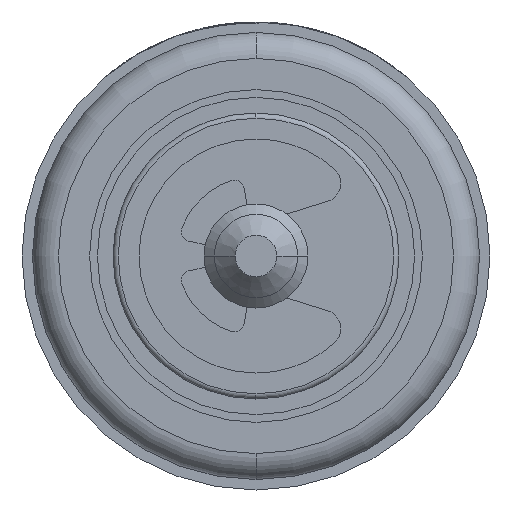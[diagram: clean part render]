
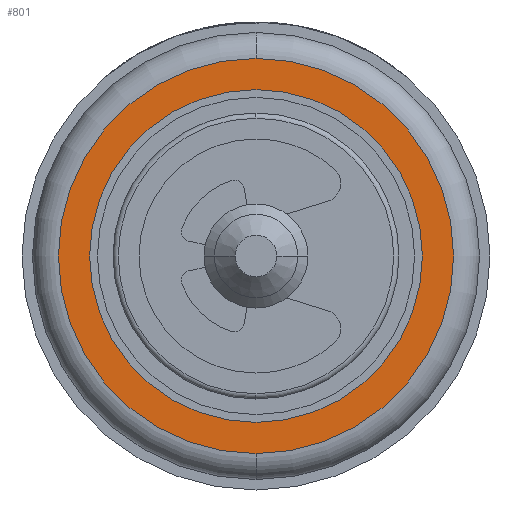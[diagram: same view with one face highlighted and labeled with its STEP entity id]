
A CAD part, front view. The second image highlights one B-rep face of the part: STEP entity #801.
In plain terms, the highlighted planar face has unit normal (0, -1, 0).
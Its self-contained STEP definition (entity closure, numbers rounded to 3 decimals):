
#2 = EDGE_CURVE ( 'Defeature ausgef�hrt1_2+Defeature ausgef�hrt1_7+Defeature ausgef�hrt1_7+Defeature ausgef�hrt1_7', #1629, #2944, #4298, .T. ) ;
#93 = DIRECTION ( 'NONE',  ( 0., -1., 0. ) ) ;
#174 = ORIENTED_EDGE ( 'NONE', *, *, #3218, .F. ) ;
#251 = EDGE_CURVE ( 'Defeature ausgef�hrt1_2+Defeature ausgef�hrt1_7+Defeature ausgef�hrt1_7+Defeature ausgef�hrt1_7', #2944, #1629, #1427, .T. ) ;
#275 = CARTESIAN_POINT ( 'NONE',  ( 0., -10., -1.9 ) ) ;
#295 = FACE_OUTER_BOUND ( 'NONE', #4244, .T. ) ;
#397 = AXIS2_PLACEMENT_3D ( 'NONE', #2615, #93, #3029 ) ;
#523 = DIRECTION ( 'NONE',  ( 0., 0., -1. ) ) ;
#801 = ADVANCED_FACE ( 'Defeature ausgef�hrt1_2', ( #3511, #295 ), #5258, .T. ) ;
#1056 = AXIS2_PLACEMENT_3D ( 'NONE', #3419, #2607, #523 ) ;
#1069 = CARTESIAN_POINT ( 'NONE',  ( 1.35, -10., 0. ) ) ;
#1133 = DIRECTION ( 'NONE',  ( 0., 0., -1. ) ) ;
#1164 = DIRECTION ( 'NONE',  ( 0., -1., 0. ) ) ;
#1286 = VERTEX_POINT ( 'NONE', #5310 ) ;
#1368 = ORIENTED_EDGE ( 'NONE', *, *, #251, .T. ) ;
#1404 = AXIS2_PLACEMENT_3D ( 'NONE', #2063, #4977, #3819 ) ;
#1427 = CIRCLE ( 'NONE', #3342, 1.9 ) ;
#1629 = VERTEX_POINT ( 'NONE', #3208 ) ;
#1814 = CIRCLE ( 'NONE', #1404, 1.6 ) ;
#2002 = DIRECTION ( 'NONE',  ( 0., 0., -1. ) ) ;
#2012 = CIRCLE ( 'NONE', #1056, 1.6 ) ;
#2063 = CARTESIAN_POINT ( 'NONE',  ( 0., -10., 0. ) ) ;
#2219 = VERTEX_POINT ( 'NONE', #4268 ) ;
#2547 = EDGE_LOOP ( 'NONE', ( #4844, #174 ) ) ;
#2607 = DIRECTION ( 'NONE',  ( 0., -1., 0. ) ) ;
#2615 = CARTESIAN_POINT ( 'NONE',  ( 0., -10., 0. ) ) ;
#2799 = CARTESIAN_POINT ( 'NONE',  ( 0., -10., 0. ) ) ;
#2944 = VERTEX_POINT ( 'NONE', #275 ) ;
#3029 = DIRECTION ( 'NONE',  ( 0., 0., -1. ) ) ;
#3045 = AXIS2_PLACEMENT_3D ( 'NONE', #1069, #1164, #2002 ) ;
#3208 = CARTESIAN_POINT ( 'NONE',  ( 0., -10., 1.9 ) ) ;
#3209 = DIRECTION ( 'NONE',  ( 0., -1., 0. ) ) ;
#3218 = EDGE_CURVE ( 'Defeature ausgef�hrt1_23+Defeature ausgef�hrt1_2+Defeature ausgef�hrt1_2+Defeature ausgef�hrt1_2', #2219, #1286, #2012, .T. ) ;
#3342 = AXIS2_PLACEMENT_3D ( 'NONE', #2799, #3209, #1133 ) ;
#3419 = CARTESIAN_POINT ( 'NONE',  ( 0., -10., 0. ) ) ;
#3511 = FACE_BOUND ( 'NONE', #2547, .T. ) ;
#3576 = EDGE_CURVE ( 'Defeature ausgef�hrt1_23+Defeature ausgef�hrt1_2+Defeature ausgef�hrt1_2+Defeature ausgef�hrt1_2', #1286, #2219, #1814, .T. ) ;
#3819 = DIRECTION ( 'NONE',  ( 0., 0., -1. ) ) ;
#4100 = ORIENTED_EDGE ( 'NONE', *, *, #2, .T. ) ;
#4244 = EDGE_LOOP ( 'NONE', ( #1368, #4100 ) ) ;
#4268 = CARTESIAN_POINT ( 'NONE',  ( 0., -10., 1.6 ) ) ;
#4298 = CIRCLE ( 'NONE', #397, 1.9 ) ;
#4844 = ORIENTED_EDGE ( 'NONE', *, *, #3576, .F. ) ;
#4977 = DIRECTION ( 'NONE',  ( 0., -1., 0. ) ) ;
#5258 = PLANE ( 'NONE',  #3045 ) ;
#5310 = CARTESIAN_POINT ( 'NONE',  ( 0., -10., -1.6 ) ) ;
